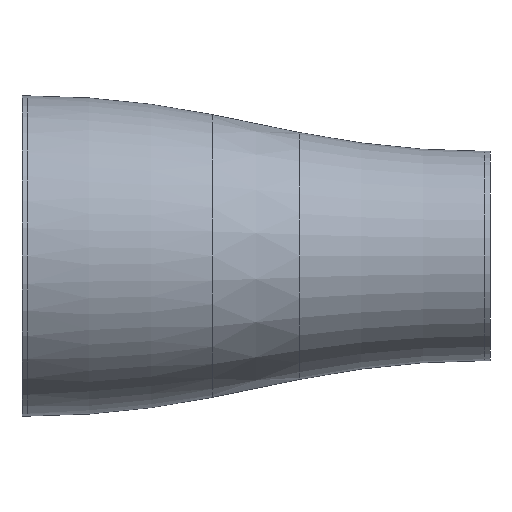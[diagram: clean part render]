
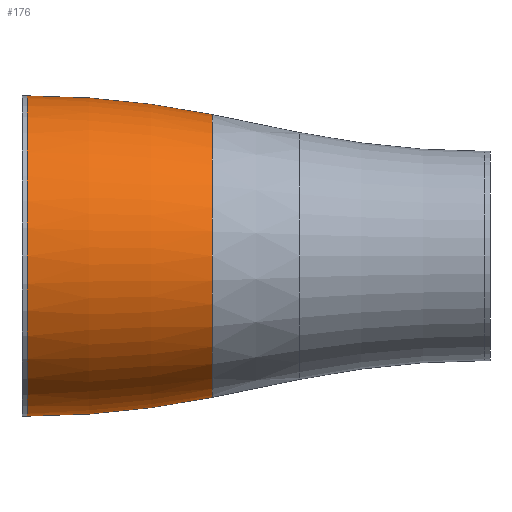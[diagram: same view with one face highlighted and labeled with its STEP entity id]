
A CAD part, front view. The second image highlights one B-rep face of the part: STEP entity #176.
In plain terms, the highlighted toroidal (fillet/blend) face has major radius 62 mm and minor radius 75 mm.
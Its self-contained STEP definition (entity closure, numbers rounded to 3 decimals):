
#42 = CARTESIAN_POINT ( 'NONE',  ( -18.592, 0., 0. ) ) ;
#52 = VERTEX_POINT ( 'NONE', #351 ) ;
#69 = CIRCLE ( 'NONE', #225, 75. ) ;
#93 = EDGE_CURVE ( 'NONE', #327, #515, #69, .T. ) ;
#98 = DIRECTION ( 'NONE',  ( 0., 0., 1. ) ) ;
#158 = CIRCLE ( 'NONE', #436, 75. ) ;
#176 = ADVANCED_FACE ( 'NONE', ( #440 ), #513, .T. ) ;
#213 = CARTESIAN_POINT ( 'NONE',  ( -18.592, 0., 0. ) ) ;
#225 = AXIS2_PLACEMENT_3D ( 'NONE', #286, #247, #595 ) ;
#227 = DIRECTION ( 'NONE',  ( 0., 1., 0. ) ) ;
#228 = ORIENTED_EDGE ( 'NONE', *, *, #93, .T. ) ;
#229 = EDGE_CURVE ( 'NONE', #576, #327, #233, .T. ) ;
#233 = CIRCLE ( 'NONE', #653, 11.479 ) ;
#244 = EDGE_LOOP ( 'NONE', ( #254, #511, #228, #457 ) ) ;
#247 = DIRECTION ( 'NONE',  ( 0., -1., 0. ) ) ;
#253 = CARTESIAN_POINT ( 'NONE',  ( -3.562, 0., 0. ) ) ;
#254 = ORIENTED_EDGE ( 'NONE', *, *, #548, .F. ) ;
#268 = DIRECTION ( 'NONE',  ( -1., 0., 0. ) ) ;
#286 = CARTESIAN_POINT ( 'NONE',  ( -18.592, 0., -62. ) ) ;
#289 = CARTESIAN_POINT ( 'NONE',  ( -3.562, 0., -11.479 ) ) ;
#292 = DIRECTION ( 'NONE',  ( -1., 0., 0. ) ) ;
#316 = AXIS2_PLACEMENT_3D ( 'NONE', #42, #544, #434 ) ;
#320 = CARTESIAN_POINT ( 'NONE',  ( -18.592, 0., 13. ) ) ;
#327 = VERTEX_POINT ( 'NONE', #654 ) ;
#334 = AXIS2_PLACEMENT_3D ( 'NONE', #213, #268, #466 ) ;
#335 = DIRECTION ( 'NONE',  ( 0., 0., 1. ) ) ;
#347 = CIRCLE ( 'NONE', #334, 13. ) ;
#351 = CARTESIAN_POINT ( 'NONE',  ( -18.592, 0., -13. ) ) ;
#433 = CARTESIAN_POINT ( 'NONE',  ( -18.592, 0., 62. ) ) ;
#434 = DIRECTION ( 'NONE',  ( 0., 0., 1. ) ) ;
#436 = AXIS2_PLACEMENT_3D ( 'NONE', #433, #227, #335 ) ;
#440 = FACE_OUTER_BOUND ( 'NONE', #244, .T. ) ;
#457 = ORIENTED_EDGE ( 'NONE', *, *, #458, .F. ) ;
#458 = EDGE_CURVE ( 'NONE', #52, #515, #347, .T. ) ;
#466 = DIRECTION ( 'NONE',  ( 0., 0., 1. ) ) ;
#511 = ORIENTED_EDGE ( 'NONE', *, *, #229, .T. ) ;
#513 = TOROIDAL_SURFACE ( 'NONE', #316, -62., 75. ) ;
#515 = VERTEX_POINT ( 'NONE', #320 ) ;
#544 = DIRECTION ( 'NONE',  ( -1., 0., 0. ) ) ;
#548 = EDGE_CURVE ( 'NONE', #576, #52, #158, .T. ) ;
#576 = VERTEX_POINT ( 'NONE', #289 ) ;
#595 = DIRECTION ( 'NONE',  ( 0., 0., -1. ) ) ;
#653 = AXIS2_PLACEMENT_3D ( 'NONE', #253, #292, #98 ) ;
#654 = CARTESIAN_POINT ( 'NONE',  ( -3.562, 0., 11.479 ) ) ;
